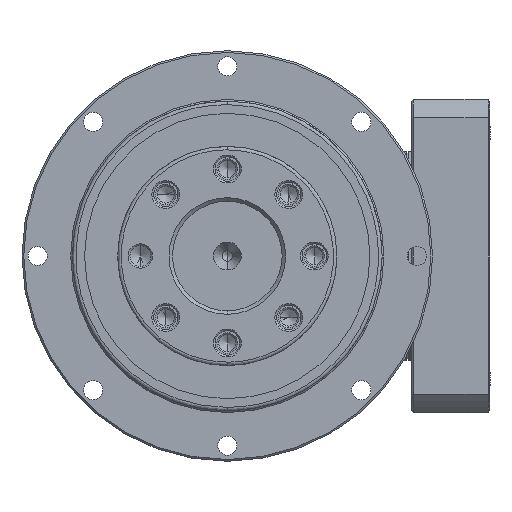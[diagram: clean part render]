
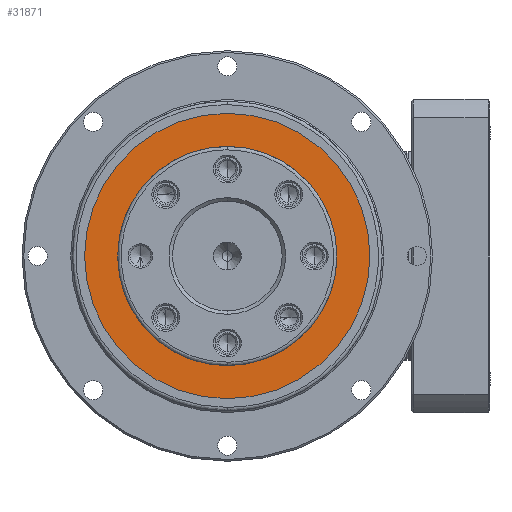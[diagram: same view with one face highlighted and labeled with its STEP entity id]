
A CAD part, left-side view. The second image highlights one B-rep face of the part: STEP entity #31871.
In plain terms, the highlighted face is planar.
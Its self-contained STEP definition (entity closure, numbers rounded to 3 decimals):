
#77 = DIRECTION ( 'NONE',  ( 1., 0., 0. ) ) ;
#1145 = CARTESIAN_POINT ( 'NONE',  ( -50.51, 0., 31.5 ) ) ;
#1353 = CARTESIAN_POINT ( 'NONE',  ( -50.51, 0., -41. ) ) ;
#3739 = AXIS2_PLACEMENT_3D ( 'NONE', #14829, #33111, #17495 ) ;
#4590 = VERTEX_POINT ( 'NONE', #1145 ) ;
#5419 = ORIENTED_EDGE ( 'NONE', *, *, #10483, .T. ) ;
#5863 = CIRCLE ( 'NONE', #14965, 41. ) ;
#7513 = CARTESIAN_POINT ( 'NONE',  ( -50.51, 0., 0. ) ) ;
#7563 = ORIENTED_EDGE ( 'NONE', *, *, #24031, .T. ) ;
#10262 = DIRECTION ( 'NONE',  ( 0., 0., -1. ) ) ;
#10483 = EDGE_CURVE ( 'NONE', #24426, #4590, #17243, .T. ) ;
#11775 = CARTESIAN_POINT ( 'NONE',  ( -50.51, 0., 0. ) ) ;
#12351 = AXIS2_PLACEMENT_3D ( 'NONE', #12922, #31154, #15529 ) ;
#12624 = EDGE_LOOP ( 'NONE', ( #5419, #7563 ) ) ;
#12905 = PLANE ( 'NONE',  #15794 ) ;
#12922 = CARTESIAN_POINT ( 'NONE',  ( -50.51, 0., 0. ) ) ;
#14436 = DIRECTION ( 'NONE',  ( 0., 0., -1. ) ) ;
#14829 = CARTESIAN_POINT ( 'NONE',  ( -50.51, 0., 0. ) ) ;
#14965 = AXIS2_PLACEMENT_3D ( 'NONE', #16396, #77, #18990 ) ;
#15529 = DIRECTION ( 'NONE',  ( 0., 0., -1. ) ) ;
#15662 = CARTESIAN_POINT ( 'NONE',  ( -50.51, 0., 41. ) ) ;
#15771 = FACE_BOUND ( 'NONE', #12624, .T. ) ;
#15794 = AXIS2_PLACEMENT_3D ( 'NONE', #7513, #25967, #10262 ) ;
#16396 = CARTESIAN_POINT ( 'NONE',  ( -50.51, 0., 0. ) ) ;
#17243 = CIRCLE ( 'NONE', #19061, 31.5 ) ;
#17495 = DIRECTION ( 'NONE',  ( 0., 0., 1. ) ) ;
#17535 = EDGE_CURVE ( 'NONE', #30592, #21565, #25226, .T. ) ;
#18990 = DIRECTION ( 'NONE',  ( 0., 0., 1. ) ) ;
#19061 = AXIS2_PLACEMENT_3D ( 'NONE', #11775, #30052, #14436 ) ;
#20265 = EDGE_CURVE ( 'NONE', #21565, #30592, #5863, .T. ) ;
#20933 = CIRCLE ( 'NONE', #12351, 31.5 ) ;
#21565 = VERTEX_POINT ( 'NONE', #1353 ) ;
#23821 = ORIENTED_EDGE ( 'NONE', *, *, #20265, .T. ) ;
#24031 = EDGE_CURVE ( 'NONE', #4590, #24426, #20933, .T. ) ;
#24426 = VERTEX_POINT ( 'NONE', #27553 ) ;
#25226 = CIRCLE ( 'NONE', #3739, 41. ) ;
#25967 = DIRECTION ( 'NONE',  ( 1., 0., 0. ) ) ;
#27553 = CARTESIAN_POINT ( 'NONE',  ( -50.51, 0., -31.5 ) ) ;
#29635 = FACE_OUTER_BOUND ( 'NONE', #30192, .T. ) ;
#30052 = DIRECTION ( 'NONE',  ( -1., 0., 0. ) ) ;
#30090 = ORIENTED_EDGE ( 'NONE', *, *, #17535, .T. ) ;
#30192 = EDGE_LOOP ( 'NONE', ( #30090, #23821 ) ) ;
#30592 = VERTEX_POINT ( 'NONE', #15662 ) ;
#31154 = DIRECTION ( 'NONE',  ( -1., 0., 0. ) ) ;
#31871 = ADVANCED_FACE ( 'NONE', ( #29635, #15771 ), #12905, .T. ) ;
#33111 = DIRECTION ( 'NONE',  ( 1., 0., 0. ) ) ;
